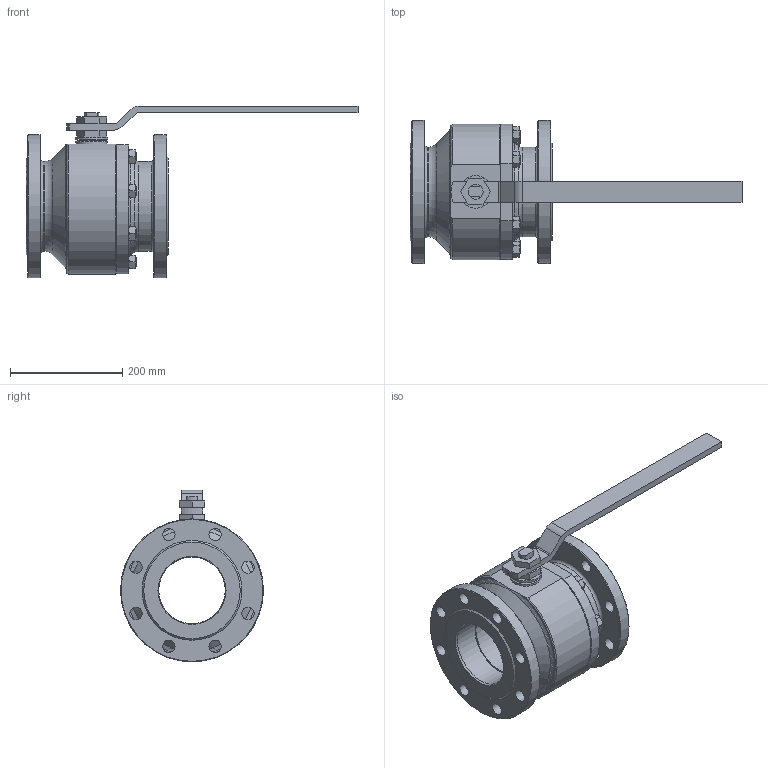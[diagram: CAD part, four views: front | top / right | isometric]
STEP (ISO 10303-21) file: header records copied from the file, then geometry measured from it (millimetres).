
FILE_DESCRIPTION( ( 'STEP AP214' ), '1' );
FILE_NAME( ' ', ' ', ( ' ' ), ( ' ' ), 'PSStep 13.0', 'VISI 18.0', ' ' );
FILE_SCHEMA( ( 'AUTOMOTIVE_DESIGN { 1 0 10303 214 1 1 1 1 }' ) );
Length unit declared in the file: millimetre
Products named in the file (2): 1; 2
Bounding box: 592 x 255 x 306.2 mm (x, y, z)
Volume: 6562090.1 mm3; surface area: 729704.9 mm2
Topology: 2 solids, 12 shells, 271 faces, 619 edges, 403 vertices
Faces by surface type: plane 144, cylinder 72, cone 48, torus 6, sphere 1
Full cylindrical faces by diameter (mm): 14 x8, 16 x8, 18 x8, 22 x16, 26.5 x1, 30.4 x1, 36 x1, 42 x2, 56 x1, 58 x1, 118.5 x3, 121 x2, 148 x2, 160 x2, 179.7 x1, 180 x1, 188 x1, 255 x2
Entity records: 9784 total; most frequent: CARTESIAN_POINT 2188, DIRECTION 1092, ORIENTED_EDGE 916, AXIS2_PLACEMENT_3D 467, EDGE_CURVE 458, EDGE_LOOP 453, VERTEX_POINT 363, FACE_OUTER_BOUND 337
